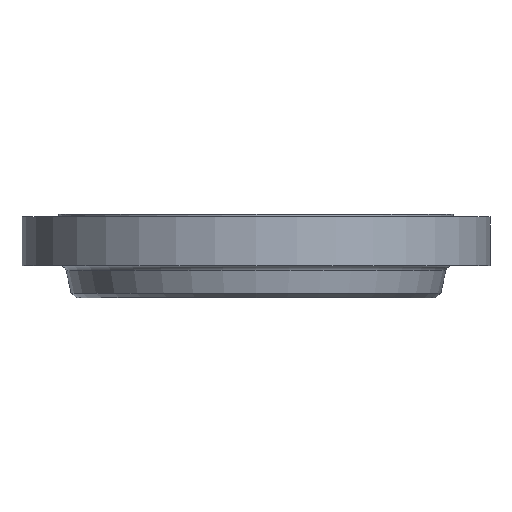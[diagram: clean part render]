
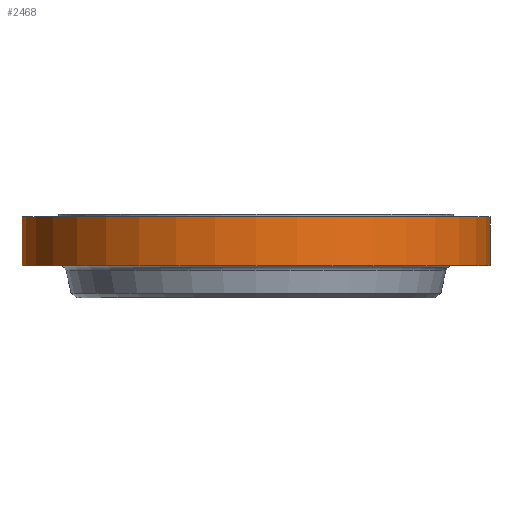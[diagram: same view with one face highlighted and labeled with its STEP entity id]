
A CAD part, front view. The second image highlights one B-rep face of the part: STEP entity #2468.
In plain terms, the highlighted cylindrical face has radius 517.525 mm (diameter 1035.05 mm), a partial arc.
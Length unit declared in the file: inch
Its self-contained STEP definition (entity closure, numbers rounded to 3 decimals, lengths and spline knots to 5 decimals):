
#43 = VERTEX_POINT ( 'NONE', #47 ) ;
#47 = CARTESIAN_POINT ( 'NONE',  ( 20.375, 0., -0.25 ) ) ;
#183 = ORIENTED_EDGE ( 'NONE', *, *, #1005, .F. ) ;
#339 = CARTESIAN_POINT ( 'NONE',  ( -20.375, 0., -0.25 ) ) ;
#465 = CARTESIAN_POINT ( 'NONE',  ( -20.375, 0., 0. ) ) ;
#487 = VERTEX_POINT ( 'NONE', #339 ) ;
#538 = LINE ( 'NONE', #2550, #2403 ) ;
#543 = EDGE_CURVE ( 'NONE', #487, #43, #2078, .T. ) ;
#579 = AXIS2_PLACEMENT_3D ( 'NONE', #1931, #2097, #1325 ) ;
#717 = ORIENTED_EDGE ( 'NONE', *, *, #2315, .T. ) ;
#767 = DIRECTION ( 'NONE',  ( 0., 0., 1. ) ) ;
#800 = DIRECTION ( 'NONE',  ( 0., 0., 1. ) ) ;
#827 = ORIENTED_EDGE ( 'NONE', *, *, #543, .F. ) ;
#903 = CIRCLE ( 'NONE', #2043, 20.375 ) ;
#944 = VERTEX_POINT ( 'NONE', #1585 ) ;
#960 = EDGE_CURVE ( 'NONE', #2388, #944, #903, .T. ) ;
#994 = DIRECTION ( 'NONE',  ( 1., 0., 0. ) ) ;
#1005 = EDGE_CURVE ( 'NONE', #2388, #487, #2236, .T. ) ;
#1026 = VECTOR ( 'NONE', #2053, 39.37008 ) ;
#1116 = DIRECTION ( 'NONE',  ( 0., 0., 1. ) ) ;
#1130 = CYLINDRICAL_SURFACE ( 'NONE', #2048, 20.375 ) ;
#1325 = DIRECTION ( 'NONE',  ( 1., 0., 0. ) ) ;
#1585 = CARTESIAN_POINT ( 'NONE',  ( 20.375, 0., -4.5 ) ) ;
#1759 = CARTESIAN_POINT ( 'NONE',  ( 0., 0., 0. ) ) ;
#1819 = CARTESIAN_POINT ( 'NONE',  ( 0., 0., -4.5 ) ) ;
#1931 = CARTESIAN_POINT ( 'NONE',  ( 0., 0., -0.25 ) ) ;
#1932 = CARTESIAN_POINT ( 'NONE',  ( -20.375, 0., -4.5 ) ) ;
#1937 = DIRECTION ( 'NONE',  ( 1., 0., 0. ) ) ;
#2043 = AXIS2_PLACEMENT_3D ( 'NONE', #1819, #800, #994 ) ;
#2048 = AXIS2_PLACEMENT_3D ( 'NONE', #1759, #767, #1937 ) ;
#2053 = DIRECTION ( 'NONE',  ( 0., 0., 1. ) ) ;
#2078 = CIRCLE ( 'NONE', #579, 20.375 ) ;
#2097 = DIRECTION ( 'NONE',  ( 0., 0., 1. ) ) ;
#2108 = EDGE_LOOP ( 'NONE', ( #183, #2219, #717, #827 ) ) ;
#2219 = ORIENTED_EDGE ( 'NONE', *, *, #960, .T. ) ;
#2236 = LINE ( 'NONE', #465, #1026 ) ;
#2315 = EDGE_CURVE ( 'NONE', #944, #43, #538, .T. ) ;
#2378 = FACE_OUTER_BOUND ( 'NONE', #2108, .T. ) ;
#2388 = VERTEX_POINT ( 'NONE', #1932 ) ;
#2403 = VECTOR ( 'NONE', #1116, 39.37008 ) ;
#2468 = ADVANCED_FACE ( 'NONE', ( #2378 ), #1130, .T. ) ;
#2550 = CARTESIAN_POINT ( 'NONE',  ( 20.375, 0., 0. ) ) ;
